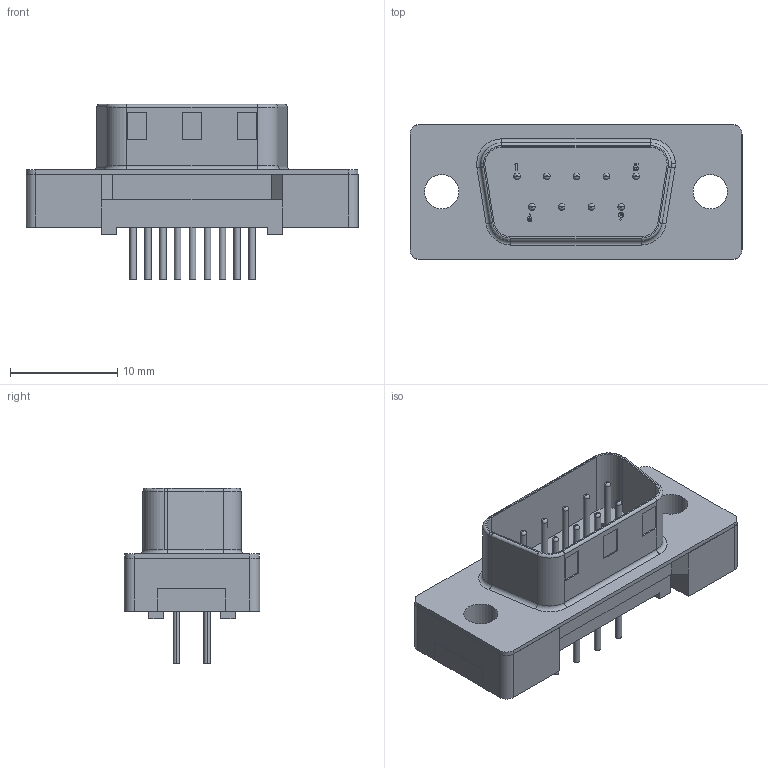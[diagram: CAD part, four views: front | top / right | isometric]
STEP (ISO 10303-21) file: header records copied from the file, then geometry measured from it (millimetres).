
FILE_DESCRIPTION (( 'STEP AP214' ), '1' );
FILE_NAME ('191-009-113.STEP', '2007-08-09T03:35:45', ( 'Tom Plaven' ), ( 'Anapro Tech' ), 'SwSTEP 2.0', 'SolidWorks 2007', '' );
FILE_SCHEMA (( 'AUTOMOTIVE_DESIGN' ));
Length unit declared in the file: inch
Products named in the file (1): 191-009-113
Bounding box: 30.89 x 12.6 x 16.31 mm (x, y, z)
Volume: 1661.8 mm3; surface area: 2393.6 mm2
Topology: 1 solids, 1 shells, 273 faces, 652 edges, 415 vertices
Faces by surface type: plane 155, cylinder 66, torus 28, bspline 24
Entity records: 10861 total; most frequent: CARTESIAN_POINT 2693, ORIENTED_EDGE 1304, DIRECTION 1285, EDGE_CURVE 652, AXIS2_PLACEMENT_3D 431, VECTOR 423, LINE 423, VERTEX_POINT 415
